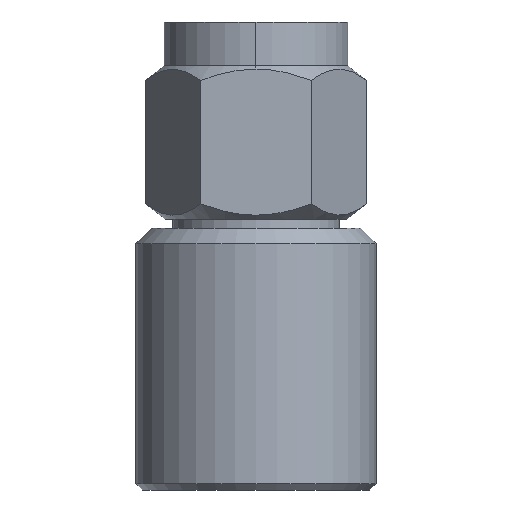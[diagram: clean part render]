
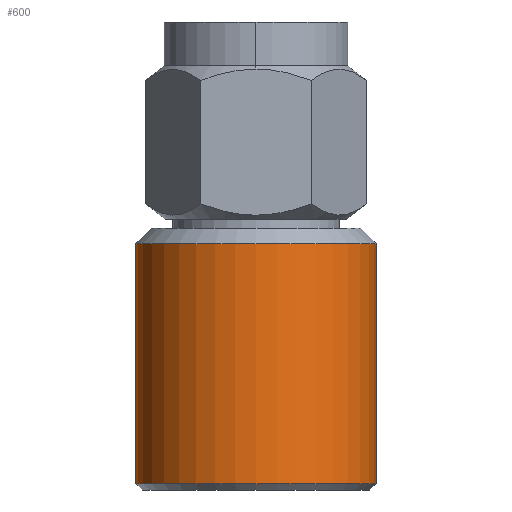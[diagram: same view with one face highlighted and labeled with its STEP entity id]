
A CAD part, left-side view. The second image highlights one B-rep face of the part: STEP entity #600.
In plain terms, the highlighted cylindrical face has radius 4.953 mm (diameter 9.906 mm), a partial arc.
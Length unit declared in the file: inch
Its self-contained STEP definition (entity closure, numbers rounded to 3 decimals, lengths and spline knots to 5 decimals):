
#4 = EDGE_CURVE ( 'NONE', #892, #653, #706, .T. ) ;
#53 = DIRECTION ( 'NONE',  ( 0., 0., -1. ) ) ;
#63 = EDGE_CURVE ( 'NONE', #799, #892, #102, .T. ) ;
#78 = AXIS2_PLACEMENT_3D ( 'NONE', #304, #948, #952 ) ;
#102 = LINE ( 'NONE', #422, #202 ) ;
#106 = ORIENTED_EDGE ( 'NONE', *, *, #298, .T. ) ;
#128 = EDGE_CURVE ( 'NONE', #924, #653, #879, .T. ) ;
#148 = AXIS2_PLACEMENT_3D ( 'NONE', #954, #53, #1026 ) ;
#172 = CARTESIAN_POINT ( 'NONE',  ( 0., -0.195, -0.76 ) ) ;
#202 = VECTOR ( 'NONE', #666, 39.37008 ) ;
#238 = CIRCLE ( 'NONE', #148, 0.195 ) ;
#254 = CARTESIAN_POINT ( 'NONE',  ( 0., -0.195, -0.36 ) ) ;
#298 = EDGE_CURVE ( 'NONE', #924, #799, #238, .T. ) ;
#304 = CARTESIAN_POINT ( 'NONE',  ( 0., 0., -0.76 ) ) ;
#311 = ORIENTED_EDGE ( 'NONE', *, *, #128, .F. ) ;
#336 = AXIS2_PLACEMENT_3D ( 'NONE', #343, #902, #1000 ) ;
#343 = CARTESIAN_POINT ( 'NONE',  ( 0., 0., -0.75 ) ) ;
#351 = EDGE_LOOP ( 'NONE', ( #311, #106, #503, #654 ) ) ;
#422 = CARTESIAN_POINT ( 'NONE',  ( 0., 0.195, -0.76 ) ) ;
#489 = VECTOR ( 'NONE', #995, 39.37008 ) ;
#503 = ORIENTED_EDGE ( 'NONE', *, *, #63, .T. ) ;
#528 = CYLINDRICAL_SURFACE ( 'NONE', #78, 0.195 ) ;
#557 = CARTESIAN_POINT ( 'NONE',  ( 0., -0.195, -0.75 ) ) ;
#561 = FACE_OUTER_BOUND ( 'NONE', #351, .T. ) ;
#600 = ADVANCED_FACE ( 'NONE', ( #561 ), #528, .T. ) ;
#653 = VERTEX_POINT ( 'NONE', #557 ) ;
#654 = ORIENTED_EDGE ( 'NONE', *, *, #4, .T. ) ;
#659 = CARTESIAN_POINT ( 'NONE',  ( 0., 0.195, -0.75 ) ) ;
#666 = DIRECTION ( 'NONE',  ( 0., 0., -1. ) ) ;
#706 = CIRCLE ( 'NONE', #336, 0.195 ) ;
#726 = CARTESIAN_POINT ( 'NONE',  ( 0., 0.195, -0.36 ) ) ;
#799 = VERTEX_POINT ( 'NONE', #726 ) ;
#879 = LINE ( 'NONE', #172, #489 ) ;
#892 = VERTEX_POINT ( 'NONE', #659 ) ;
#902 = DIRECTION ( 'NONE',  ( 0., 0., 1. ) ) ;
#924 = VERTEX_POINT ( 'NONE', #254 ) ;
#948 = DIRECTION ( 'NONE',  ( 0., 0., -1. ) ) ;
#952 = DIRECTION ( 'NONE',  ( 0., 1., 0. ) ) ;
#954 = CARTESIAN_POINT ( 'NONE',  ( 0., 0., -0.36 ) ) ;
#995 = DIRECTION ( 'NONE',  ( 0., 0., -1. ) ) ;
#1000 = DIRECTION ( 'NONE',  ( 0., 1., 0. ) ) ;
#1026 = DIRECTION ( 'NONE',  ( 0., -1., 0. ) ) ;
